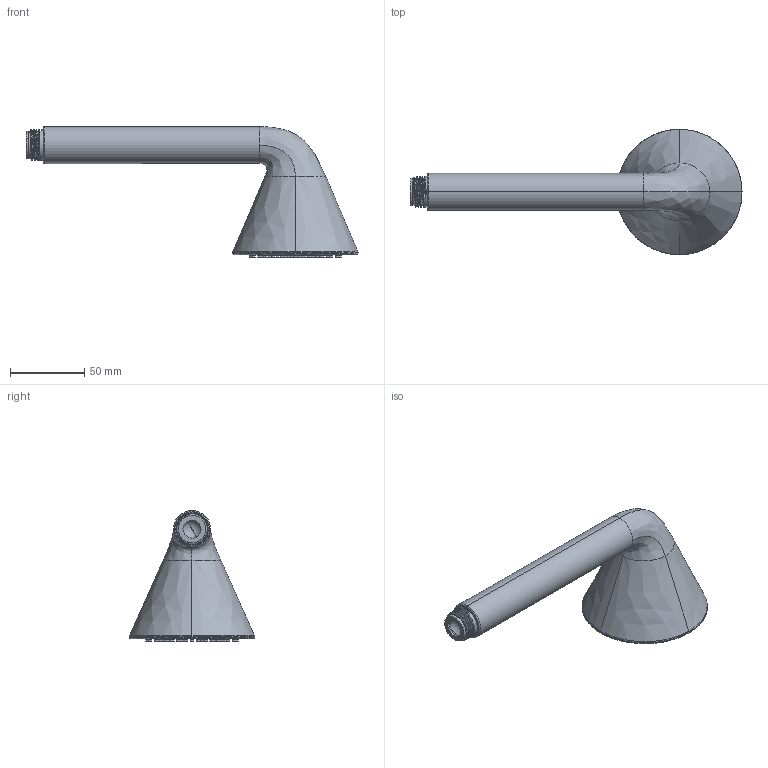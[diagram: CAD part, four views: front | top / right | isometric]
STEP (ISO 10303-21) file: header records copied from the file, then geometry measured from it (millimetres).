
FILE_DESCRIPTION(('CAx-IF Rec.Pracs.---Model Styling and Organization---1.2---2011-12-15','CAx-IF Rec.Pracs.---Geometric and Assembly Validation Properties---4.1---2014-06-16','CAx-IF Rec.Pracs.---PMI Polyline Presentation---2.0---2013-05-24'),'2;1');
FILE_NAME('1000102472_PPR_000.stp','2017-08-03T11:43:40+02:00',(''),(''),'STEP Interface 4.0 Sp3 by CT CoreTechnologie','3D_Evolution4.0 Sp3 by CT CoreTechnologie','');
FILE_SCHEMA(('AP203_CONFIGURATION_CONTROLLED_3D_DESIGN_OF_MECHANICAL_PARTS_AND_ASSEMBLIES_MIM_LF'));
Length unit declared in the file: millimetre
Products named in the file (8): P_2 AX Front Handbrause 1000102472_PPR_000_A1; P_2 Wasserführung HB AXOR Front 1000102478_PPA_000_A0; P_2 Griff HB AXOR Front 1000102486_PPA_000_A0; P_2 Strahlscheibe AXOR Front 1000102488_PPA_000_A0; P_2 Strahleinsatz 1000102492_PPA_000_A0; Siebdichtung 1000083384_PPR_000_A1; EBD_Sieb 1000002899_PPA_000_A2; EBD_Dichtung 1000083383_PPA_000_A1
Assembly tree (7 placements, depth 3):
  P_2 AX Front Handbrause 1000102472_PPR_000_A1
    P_2 Wasserführung HB AXOR Front 1000102478_PPA_000_A0
    P_2 Griff HB AXOR Front 1000102486_PPA_000_A0
    P_2 Strahlscheibe AXOR Front 1000102488_PPA_000_A0
    P_2 Strahleinsatz 1000102492_PPA_000_A0
    Siebdichtung 1000083384_PPR_000_A1
      EBD_Sieb 1000002899_PPA_000_A2
      EBD_Dichtung 1000083383_PPA_000_A1
Bounding box: 223.96 x 84.52 x 88.3 mm (x, y, z)
Volume: 264078.3 mm3; surface area: 47511.9 mm2
Topology: 55 solids, 55 shells, 1286 faces, 2770 edges, 1636 vertices
Faces by surface type: bspline 762, cylinder 347, plane 177
Entity records: 77516 total; most frequent: CARTESIAN_POINT 37091, DIRECTION 5566, ORIENTED_EDGE 5528, EDGE_CURVE 2764, AXIS2_PLACEMENT_3D 2420, CIRCLE 1888, VERTEX_POINT 1636, EDGE_LOOP 1536
